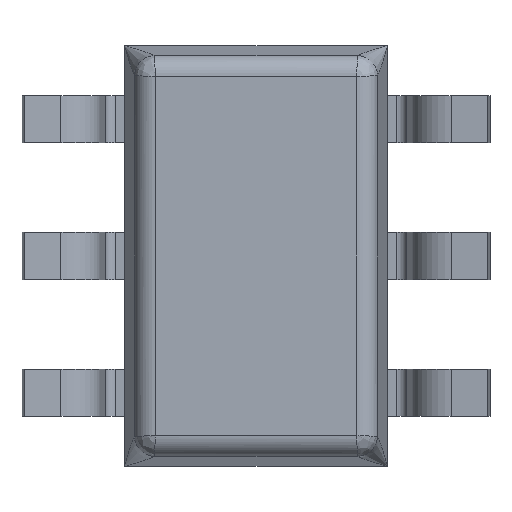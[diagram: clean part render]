
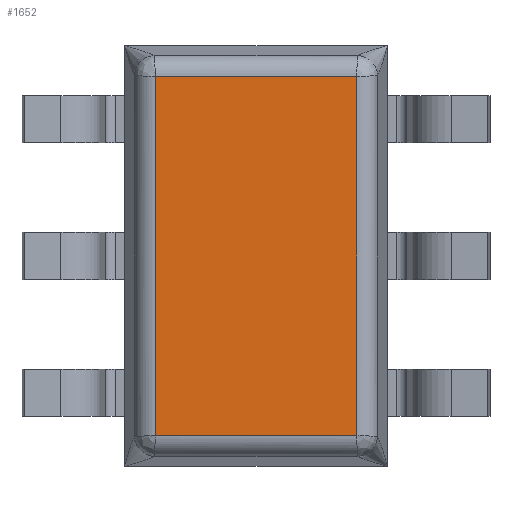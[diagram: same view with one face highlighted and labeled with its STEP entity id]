
A CAD part, front view. The second image highlights one B-rep face of the part: STEP entity #1652.
In plain terms, the highlighted planar face has unit normal (0, -1, 0).
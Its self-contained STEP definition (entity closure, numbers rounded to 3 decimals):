
#31 = CARTESIAN_POINT ( 'NONE',  ( 0., 0.1, 0. ) ) ;
#260 = CARTESIAN_POINT ( 'NONE',  ( -0.478, 0.1, -0.841 ) ) ;
#333 = VERTEX_POINT ( 'NONE', #2447 ) ;
#456 = CARTESIAN_POINT ( 'NONE',  ( 0.478, 0.1, 0.841 ) ) ;
#1214 = DIRECTION ( 'NONE',  ( 0., 0., -1. ) ) ;
#1414 = VECTOR ( 'NONE', #4012, 1000. ) ;
#1446 = LINE ( 'NONE', #4644, #1965 ) ;
#1534 = EDGE_CURVE ( 'NONE', #333, #1597, #1446, .T. ) ;
#1597 = VERTEX_POINT ( 'NONE', #3603 ) ;
#1652 = ADVANCED_FACE ( 'NONE', ( #3596 ), #4342, .T. ) ;
#1704 = VECTOR ( 'NONE', #3511, 1000. ) ;
#1965 = VECTOR ( 'NONE', #4618, 1000. ) ;
#1969 = ORIENTED_EDGE ( 'NONE', *, *, #1534, .T. ) ;
#2047 = EDGE_CURVE ( 'NONE', #1597, #4437, #3815, .T. ) ;
#2447 = CARTESIAN_POINT ( 'NONE',  ( 0.478, 0.1, 0.853 ) ) ;
#2499 = EDGE_CURVE ( 'NONE', #3613, #333, #2914, .T. ) ;
#2562 = ORIENTED_EDGE ( 'NONE', *, *, #3314, .T. ) ;
#2593 = CARTESIAN_POINT ( 'NONE',  ( 0.478, 0.1, -0.853 ) ) ;
#2598 = LINE ( 'NONE', #3389, #1414 ) ;
#2788 = AXIS2_PLACEMENT_3D ( 'NONE', #31, #3698, #1214 ) ;
#2914 = LINE ( 'NONE', #456, #3043 ) ;
#3043 = VECTOR ( 'NONE', #4409, 1000. ) ;
#3059 = CARTESIAN_POINT ( 'NONE',  ( -0.478, 0.1, -0.853 ) ) ;
#3124 = ORIENTED_EDGE ( 'NONE', *, *, #2047, .T. ) ;
#3314 = EDGE_CURVE ( 'NONE', #4437, #3613, #2598, .T. ) ;
#3389 = CARTESIAN_POINT ( 'NONE',  ( 0.466, 0.1, -0.853 ) ) ;
#3428 = ORIENTED_EDGE ( 'NONE', *, *, #2499, .T. ) ;
#3511 = DIRECTION ( 'NONE',  ( 0., 0., -1. ) ) ;
#3596 = FACE_OUTER_BOUND ( 'NONE', #3691, .T. ) ;
#3603 = CARTESIAN_POINT ( 'NONE',  ( -0.478, 0.1, 0.853 ) ) ;
#3613 = VERTEX_POINT ( 'NONE', #2593 ) ;
#3691 = EDGE_LOOP ( 'NONE', ( #3124, #2562, #3428, #1969 ) ) ;
#3698 = DIRECTION ( 'NONE',  ( 0., -1., 0. ) ) ;
#3815 = LINE ( 'NONE', #260, #1704 ) ;
#4012 = DIRECTION ( 'NONE',  ( 1., 0., 0. ) ) ;
#4342 = PLANE ( 'NONE',  #2788 ) ;
#4409 = DIRECTION ( 'NONE',  ( 0., 0., 1. ) ) ;
#4437 = VERTEX_POINT ( 'NONE', #3059 ) ;
#4618 = DIRECTION ( 'NONE',  ( -1., 0., 0. ) ) ;
#4644 = CARTESIAN_POINT ( 'NONE',  ( -0.466, 0.1, 0.853 ) ) ;
